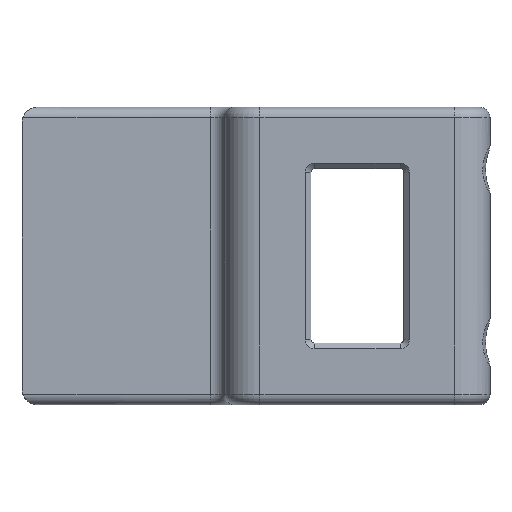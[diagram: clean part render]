
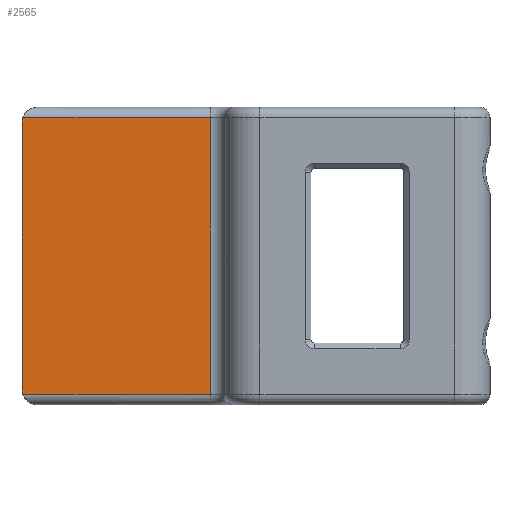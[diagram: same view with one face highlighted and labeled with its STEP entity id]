
A CAD part, top view. The second image highlights one B-rep face of the part: STEP entity #2565.
In plain terms, the highlighted planar face has unit normal (0, 0, 1).
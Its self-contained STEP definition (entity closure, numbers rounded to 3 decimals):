
#282=VECTOR('',#3131,1.);
#283=VECTOR('',#3134,1.);
#284=VECTOR('',#3135,1.);
#285=VECTOR('',#3136,1.);
#548=LINE('',#4201,#282);
#549=LINE('',#4205,#283);
#550=LINE('',#4207,#284);
#551=LINE('',#4209,#285);
#698=PLANE('',#2734);
#913=VERTEX_POINT('',#4179);
#914=VERTEX_POINT('',#4180);
#916=VERTEX_POINT('',#4202);
#917=VERTEX_POINT('',#4204);
#918=VERTEX_POINT('',#4206);
#919=VERTEX_POINT('',#4208);
#1046=CIRCLE('',#2733,2.2);
#1047=CIRCLE('',#2735,2.2);
#1286=EDGE_CURVE('',#913,#914,#1046,.T.);
#1290=EDGE_CURVE('',#916,#913,#548,.T.);
#1291=EDGE_CURVE('',#917,#916,#1047,.T.);
#1292=EDGE_CURVE('',#918,#917,#549,.T.);
#1293=EDGE_CURVE('',#919,#918,#550,.T.);
#1294=EDGE_CURVE('',#914,#919,#551,.T.);
#1779=ORIENTED_EDGE('',*,*,#1286,.F.);
#1780=ORIENTED_EDGE('',*,*,#1290,.F.);
#1781=ORIENTED_EDGE('',*,*,#1291,.F.);
#1782=ORIENTED_EDGE('',*,*,#1292,.F.);
#1783=ORIENTED_EDGE('',*,*,#1293,.F.);
#1784=ORIENTED_EDGE('',*,*,#1294,.F.);
#2269=EDGE_LOOP('',(#1779,#1780,#1781,#1782,#1783,#1784));
#2419=FACE_BOUND('',#2269,.T.);
#2565=ADVANCED_FACE('',(#2419),#698,.T.);
#2733=AXIS2_PLACEMENT_3D('',#4178,#3126,#3127);
#2734=AXIS2_PLACEMENT_3D('',#4200,#3130,$);
#2735=AXIS2_PLACEMENT_3D('',#4203,#3132,#3133);
#3126=DIRECTION('',(0.,0.,-1.));
#3127=DIRECTION('',(-1.556,1.556,0.));
#3130=DIRECTION('',(0.,0.,1.));
#3131=DIRECTION('',(0.,1.,0.));
#3132=DIRECTION('',(0.,0.,-1.));
#3133=DIRECTION('',(-1.556,-1.556,0.));
#3134=DIRECTION('',(-1.,0.,0.));
#3135=DIRECTION('',(0.,-1.,0.));
#3136=DIRECTION('',(1.,0.,0.));
#4178=CARTESIAN_POINT('',(2.2,-2.2,2.));
#4179=CARTESIAN_POINT('',(0.,-2.2,2.));
#4180=CARTESIAN_POINT('',(0.114,-1.5,2.));
#4200=CARTESIAN_POINT('',(33.,-20.975,2.));
#4201=CARTESIAN_POINT('',(0.,0.,2.));
#4202=CARTESIAN_POINT('',(0.,-39.75,2.));
#4203=CARTESIAN_POINT('',(2.2,-39.75,2.));
#4204=CARTESIAN_POINT('',(0.114,-40.45,2.));
#4205=CARTESIAN_POINT('',(33.,-40.45,2.));
#4206=CARTESIAN_POINT('',(26.58,-40.45,2.));
#4207=CARTESIAN_POINT('',(26.58,-20.975,2.));
#4208=CARTESIAN_POINT('',(26.58,-1.5,2.));
#4209=CARTESIAN_POINT('',(33.,-1.5,2.));
